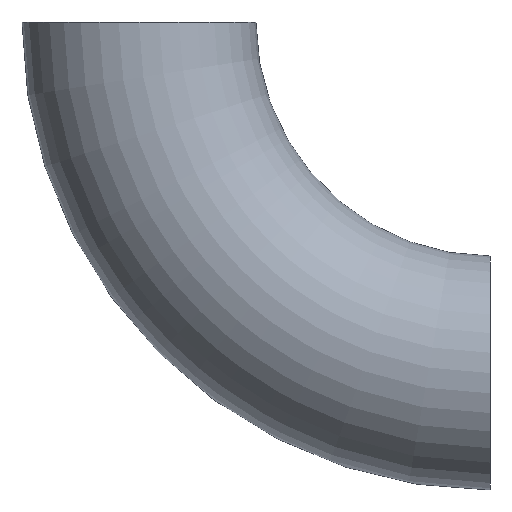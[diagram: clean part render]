
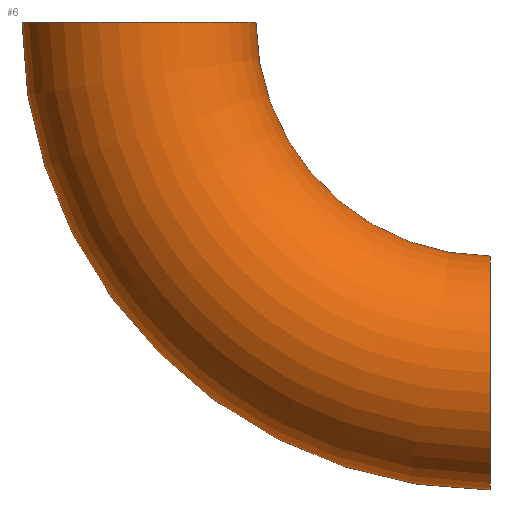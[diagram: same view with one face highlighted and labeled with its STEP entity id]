
A CAD part, front view. The second image highlights one B-rep face of the part: STEP entity #6.
In plain terms, the highlighted toroidal (fillet/blend) face has major radius 76.2 mm and minor radius 25.4 mm.
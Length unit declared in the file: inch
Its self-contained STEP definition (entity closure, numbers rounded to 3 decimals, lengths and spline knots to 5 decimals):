
#2 = VERTEX_POINT ( 'NONE', #21 ) ;
#3 = CIRCLE ( 'NONE', #37, 1. ) ;
#6 = ADVANCED_FACE ( 'NONE', ( #116 ), #159, .T. ) ;
#7 = DIRECTION ( 'NONE',  ( -1., 0., 0. ) ) ;
#21 = CARTESIAN_POINT ( 'NONE',  ( -1., 0., 0. ) ) ;
#24 = VERTEX_POINT ( 'NONE', #204 ) ;
#25 = DIRECTION ( 'NONE',  ( 1., 0., 0. ) ) ;
#27 = AXIS2_PLACEMENT_3D ( 'NONE', #74, #187, #82 ) ;
#29 = CARTESIAN_POINT ( 'NONE',  ( 1., 0., 0. ) ) ;
#31 = AXIS2_PLACEMENT_3D ( 'NONE', #225, #222, #25 ) ;
#37 = AXIS2_PLACEMENT_3D ( 'NONE', #189, #7, #81 ) ;
#47 = CARTESIAN_POINT ( 'NONE',  ( 3., 0., -4. ) ) ;
#55 = ORIENTED_EDGE ( 'NONE', *, *, #119, .T. ) ;
#56 = VERTEX_POINT ( 'NONE', #29 ) ;
#67 = DIRECTION ( 'NONE',  ( 0., -1., 0. ) ) ;
#72 = AXIS2_PLACEMENT_3D ( 'NONE', #101, #67, #140 ) ;
#74 = CARTESIAN_POINT ( 'NONE',  ( 3., 0., 0. ) ) ;
#75 = EDGE_CURVE ( 'NONE', #2, #56, #117, .T. ) ;
#79 = EDGE_CURVE ( 'NONE', #56, #24, #139, .T. ) ;
#81 = DIRECTION ( 'NONE',  ( 0., 0., 1. ) ) ;
#82 = DIRECTION ( 'NONE',  ( 0., 0., -1. ) ) ;
#95 = ORIENTED_EDGE ( 'NONE', *, *, #79, .F. ) ;
#101 = CARTESIAN_POINT ( 'NONE',  ( 3., 0., 0. ) ) ;
#114 = ORIENTED_EDGE ( 'NONE', *, *, #75, .F. ) ;
#116 = FACE_OUTER_BOUND ( 'NONE', #181, .T. ) ;
#117 = CIRCLE ( 'NONE', #31, 1. ) ;
#119 = EDGE_CURVE ( 'NONE', #2, #178, #161, .T. ) ;
#135 = EDGE_CURVE ( 'NONE', #178, #24, #3, .T. ) ;
#137 = DIRECTION ( 'NONE',  ( 0., -1., 0. ) ) ;
#139 = CIRCLE ( 'NONE', #72, 2. ) ;
#140 = DIRECTION ( 'NONE',  ( 0., 0., -1. ) ) ;
#159 = TOROIDAL_SURFACE ( 'NONE', #27, 3., 1. ) ;
#161 = CIRCLE ( 'NONE', #224, 4. ) ;
#163 = ORIENTED_EDGE ( 'NONE', *, *, #135, .T. ) ;
#178 = VERTEX_POINT ( 'NONE', #47 ) ;
#181 = EDGE_LOOP ( 'NONE', ( #114, #55, #163, #95 ) ) ;
#187 = DIRECTION ( 'NONE',  ( 0., -1., 0. ) ) ;
#189 = CARTESIAN_POINT ( 'NONE',  ( 3., 0., -3. ) ) ;
#204 = CARTESIAN_POINT ( 'NONE',  ( 3., 0., -2. ) ) ;
#207 = CARTESIAN_POINT ( 'NONE',  ( 3., 0., 0. ) ) ;
#221 = DIRECTION ( 'NONE',  ( 0., 0., -1. ) ) ;
#222 = DIRECTION ( 'NONE',  ( 0., 0., 1. ) ) ;
#224 = AXIS2_PLACEMENT_3D ( 'NONE', #207, #137, #221 ) ;
#225 = CARTESIAN_POINT ( 'NONE',  ( 0., 0., 0. ) ) ;
